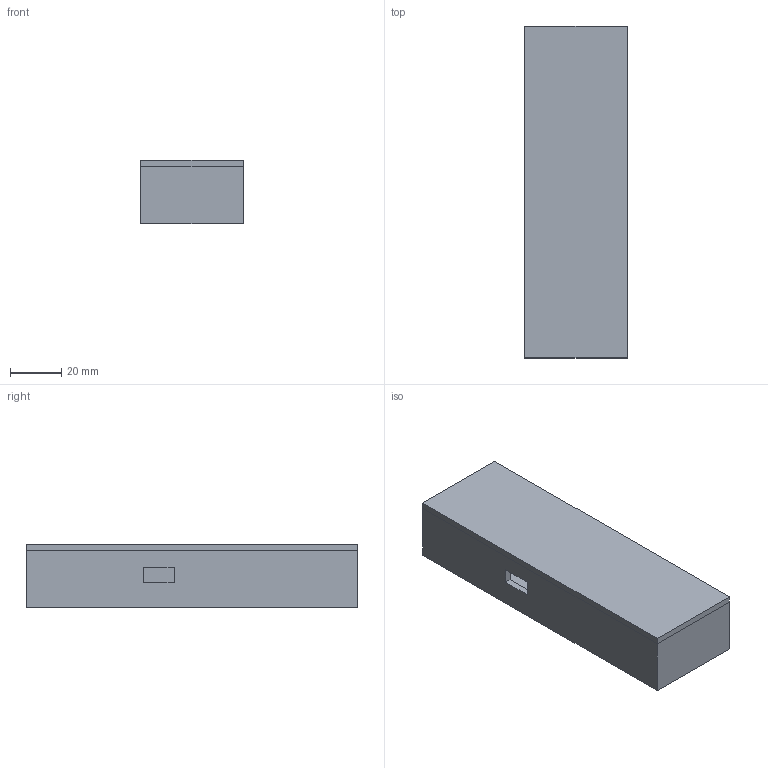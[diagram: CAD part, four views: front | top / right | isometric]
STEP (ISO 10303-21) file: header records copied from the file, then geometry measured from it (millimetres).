
FILE_DESCRIPTION(/* description */ (''),/* implementation_level */ '2;1');
FILE_NAME(/* name */ '',/* time_stamp */ '2025-05-19T00:01:02+09:00',/* author */ (''),/* organization */ (''),/* preprocessor_version */ 'ST-DEVELOPER v20.1',/* originating_system */ 'Autodesk Translation Framework v14.4.0.0',/* authorisation */ '');
FILE_SCHEMA (('AUTOMOTIVE_DESIGN { 1 0 10303 214 3 1 1 }'));
Length unit declared in the file: millimetre
Products named in the file (1): 加工図_SW-130
Bounding box: 40 x 130 x 25 mm (x, y, z)
Volume: 40971.4 mm3; surface area: 34982.4 mm2
Topology: 2 solids, 2 shells, 31 faces, 78 edges, 52 vertices
Faces by surface type: plane 25, cylinder 6
Full cylindrical faces by diameter (mm): 2 x4, 5.5 x1, 12 x1
Entity records: 988 total; most frequent: CARTESIAN_POINT 162, ORIENTED_EDGE 156, DIRECTION 154, EDGE_CURVE 78, LINE 66, VECTOR 66, VERTEX_POINT 52, EDGE_LOOP 48
